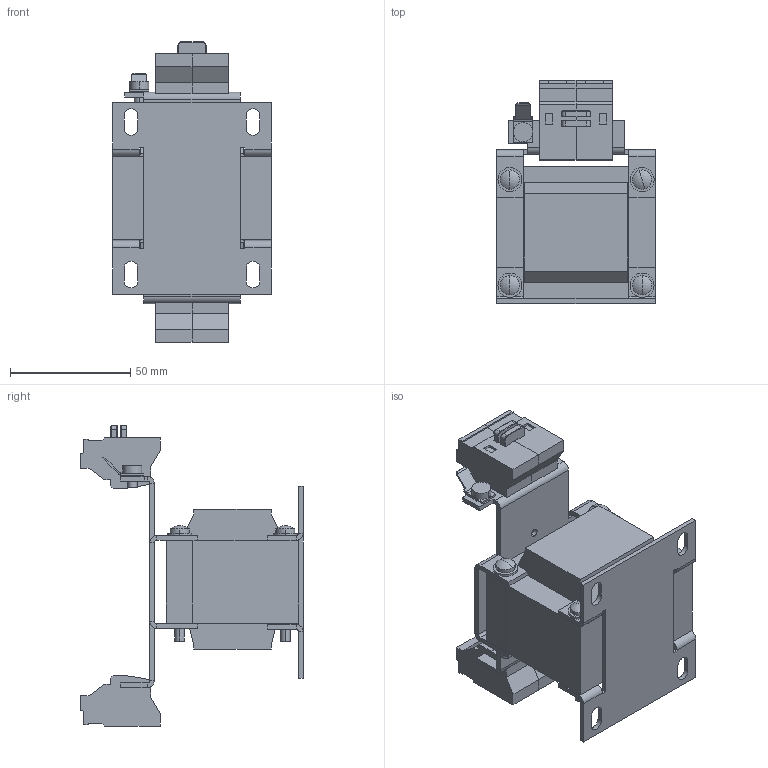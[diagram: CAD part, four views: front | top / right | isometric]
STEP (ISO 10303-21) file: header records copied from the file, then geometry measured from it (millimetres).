
FILE_DESCRIPTION (( 'STEP AP214' ), '1' );
FILE_NAME ('378306.STEP', '2021-09-07T12:41:43', ( '' ), ( '' ), 'SwSTEP 2.0', 'SolidWorks 2018', '' );
FILE_SCHEMA (( 'AUTOMOTIVE_DESIGN' ));
Length unit declared in the file: millimetre
Products named in the file (1): 378306
Bounding box: 66 x 92.7 x 125 mm (x, y, z)
Volume: 214537.2 mm3; surface area: 58498.9 mm2
Topology: 1 solids, 1 shells, 521 faces, 1311 edges, 818 vertices
Faces by surface type: plane 360, cylinder 145, sphere 8, torus 8
Entity records: 15471 total; most frequent: CARTESIAN_POINT 2701, DIRECTION 2651, ORIENTED_EDGE 2622, EDGE_CURVE 1311, LINE 995, VECTOR 995, AXIS2_PLACEMENT_3D 828, VERTEX_POINT 818
